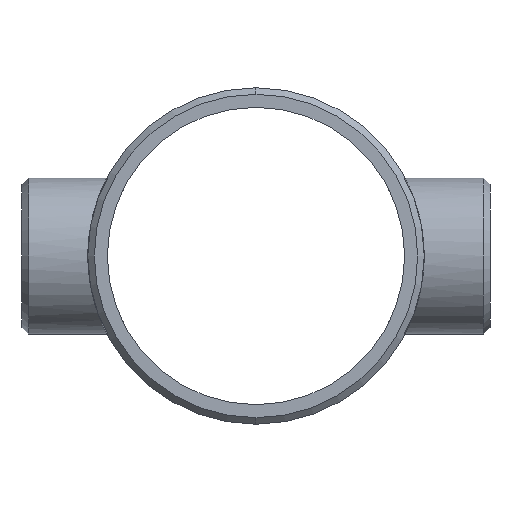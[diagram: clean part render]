
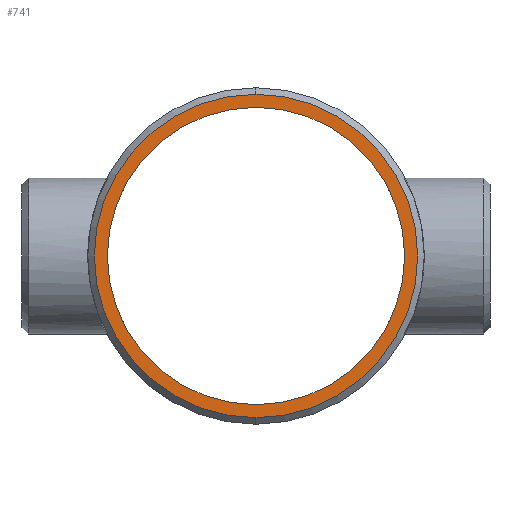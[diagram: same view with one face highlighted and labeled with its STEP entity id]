
A CAD part, left-side view. The second image highlights one B-rep face of the part: STEP entity #741.
In plain terms, the highlighted planar face has unit normal (-1, 0, 0).
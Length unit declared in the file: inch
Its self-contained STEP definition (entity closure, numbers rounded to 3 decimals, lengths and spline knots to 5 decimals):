
#15 = CARTESIAN_POINT ( 'NONE',  ( -7., 0., -3.8125 ) ) ;
#24 = CARTESIAN_POINT ( 'NONE',  ( -7., 0., 0. ) ) ;
#36 = AXIS2_PLACEMENT_3D ( 'NONE', #203, #164, #369 ) ;
#70 = EDGE_LOOP ( 'NONE', ( #674, #1055 ) ) ;
#77 = VERTEX_POINT ( 'NONE', #15 ) ;
#164 = DIRECTION ( 'NONE',  ( -1., 0., 0. ) ) ;
#203 = CARTESIAN_POINT ( 'NONE',  ( -7., 0., 0. ) ) ;
#369 = DIRECTION ( 'NONE',  ( 0., 0., -1. ) ) ;
#380 = EDGE_LOOP ( 'NONE', ( #1242, #1110 ) ) ;
#403 = CARTESIAN_POINT ( 'NONE',  ( -7., 0., 4.14583 ) ) ;
#415 = DIRECTION ( 'NONE',  ( 1., 0., 0. ) ) ;
#446 = DIRECTION ( 'NONE',  ( 1., 0., 0. ) ) ;
#458 = EDGE_CURVE ( 'NONE', #858, #716, #926, .T. ) ;
#463 = CARTESIAN_POINT ( 'NONE',  ( -7., 0., -4.14583 ) ) ;
#499 = DIRECTION ( 'NONE',  ( 0., 0., 1. ) ) ;
#532 = FACE_OUTER_BOUND ( 'NONE', #70, .T. ) ;
#545 = EDGE_CURVE ( 'NONE', #1228, #77, #1093, .T. ) ;
#566 = DIRECTION ( 'NONE',  ( -1., 0., 0. ) ) ;
#590 = FACE_BOUND ( 'NONE', #380, .T. ) ;
#594 = CARTESIAN_POINT ( 'NONE',  ( -7., 0., 0. ) ) ;
#603 = EDGE_CURVE ( 'NONE', #77, #1228, #1085, .T. ) ;
#674 = ORIENTED_EDGE ( 'NONE', *, *, #458, .T. ) ;
#687 = DIRECTION ( 'NONE',  ( 0., 0., 1. ) ) ;
#702 = EDGE_CURVE ( 'NONE', #716, #858, #916, .T. ) ;
#716 = VERTEX_POINT ( 'NONE', #403 ) ;
#741 = ADVANCED_FACE ( 'NONE', ( #532, #590 ), #1092, .T. ) ;
#788 = CARTESIAN_POINT ( 'NONE',  ( -7., 0., 0. ) ) ;
#798 = CARTESIAN_POINT ( 'NONE',  ( -7., 0., 0. ) ) ;
#858 = VERTEX_POINT ( 'NONE', #463 ) ;
#897 = DIRECTION ( 'NONE',  ( -1., 0., 0. ) ) ;
#907 = DIRECTION ( 'NONE',  ( 0., 0., 1. ) ) ;
#916 = CIRCLE ( 'NONE', #1172, 4.14583 ) ;
#926 = CIRCLE ( 'NONE', #1238, 4.14583 ) ;
#982 = CARTESIAN_POINT ( 'NONE',  ( -7., 0., 3.8125 ) ) ;
#1055 = ORIENTED_EDGE ( 'NONE', *, *, #702, .T. ) ;
#1085 = CIRCLE ( 'NONE', #1149, 3.8125 ) ;
#1092 = PLANE ( 'NONE',  #36 ) ;
#1093 = CIRCLE ( 'NONE', #1211, 3.8125 ) ;
#1110 = ORIENTED_EDGE ( 'NONE', *, *, #603, .T. ) ;
#1149 = AXIS2_PLACEMENT_3D ( 'NONE', #24, #415, #1187 ) ;
#1172 = AXIS2_PLACEMENT_3D ( 'NONE', #594, #897, #687 ) ;
#1187 = DIRECTION ( 'NONE',  ( 0., 0., 1. ) ) ;
#1211 = AXIS2_PLACEMENT_3D ( 'NONE', #798, #446, #499 ) ;
#1228 = VERTEX_POINT ( 'NONE', #982 ) ;
#1238 = AXIS2_PLACEMENT_3D ( 'NONE', #788, #566, #907 ) ;
#1242 = ORIENTED_EDGE ( 'NONE', *, *, #545, .T. ) ;
